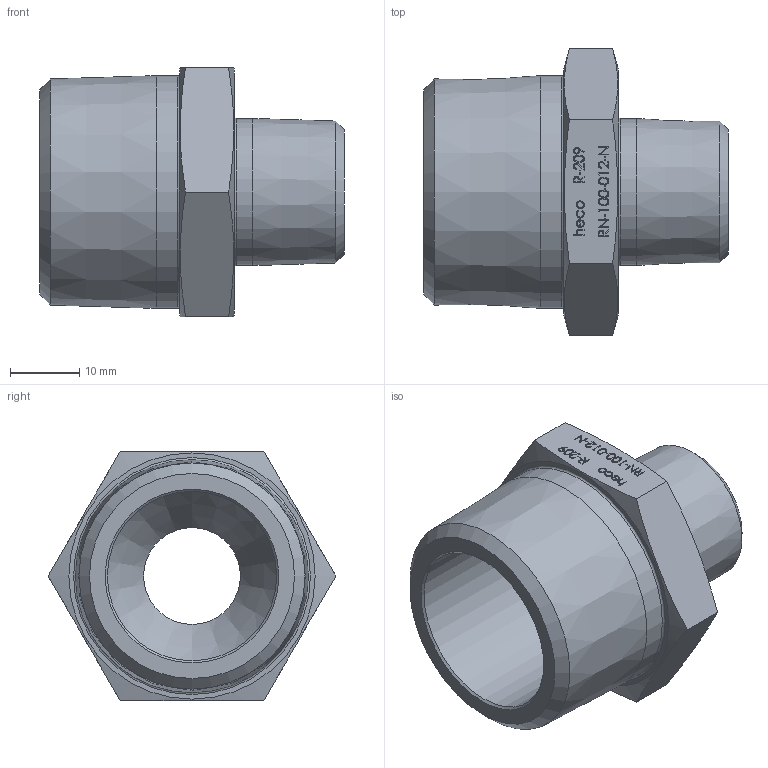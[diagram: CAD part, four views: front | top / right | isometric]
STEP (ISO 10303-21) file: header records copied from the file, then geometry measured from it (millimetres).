
FILE_DESCRIPTION (( 'STEP AP214' ), '1' );
FILE_NAME ('heco RN-100-012-N R-209 2011.STEP', '2020-11-04T12:44:52', ( '' ), ( '' ), 'SwSTEP 2.0', 'SolidWorks 2019', '' );
FILE_SCHEMA (( 'AUTOMOTIVE_DESIGN' ));
Length unit declared in the file: millimetre
Products named in the file (1): heco RN-100-012-N R-209 2011
Bounding box: 44 x 41.57 x 36.01 mm (x, y, z)
Volume: 17584.7 mm3; surface area: 8226.9 mm2
Topology: 1 solids, 1 shells, 255 faces, 657 edges, 436 vertices
Faces by surface type: plane 138, bspline 102, cone 9, cylinder 4, torus 2
Full cylindrical faces by diameter (mm): 14 x1, 21.267 x1, 24.5 x1, 33.649 x1
Entity records: 16437 total; most frequent: CARTESIAN_POINT 8556, ORIENTED_EDGE 1272, DIRECTION 746, EDGE_CURVE 636, VERTEX_POINT 430, VECTOR 402, LINE 402, EDGE_LOOP 304
